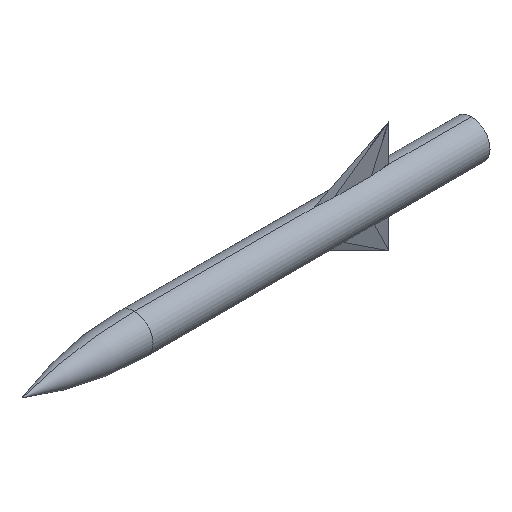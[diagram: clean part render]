
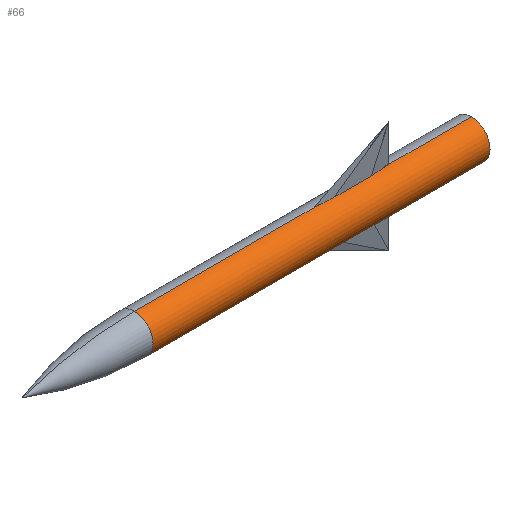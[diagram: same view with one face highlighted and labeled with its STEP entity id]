
A CAD part, isometric view. The second image highlights one B-rep face of the part: STEP entity #66.
In plain terms, the highlighted cylindrical face has radius 1.5 mm (diameter 3 mm), a partial arc.
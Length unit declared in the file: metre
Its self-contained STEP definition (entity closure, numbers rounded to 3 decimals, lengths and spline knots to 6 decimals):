
#66=ADVANCED_FACE('0:603',(#100),#101,.T.);
#100=FACE_OUTER_BOUND('',#135,.T.);
#101=CYLINDRICAL_SURFACE('',#136,0.0015);
#135=EDGE_LOOP('',(#239,#240,#241,#242,#243,#244,#245,#246,#247,#248,#249,#250));
#136=AXIS2_PLACEMENT_3D('',#251,#252,#253);
#239=ORIENTED_EDGE('',*,*,#260,.T.);
#240=ORIENTED_EDGE('',*,*,#278,.T.);
#241=ORIENTED_EDGE('',*,*,#275,.T.);
#242=ORIENTED_EDGE('',*,*,#283,.T.);
#243=ORIENTED_EDGE('',*,*,#268,.T.);
#244=ORIENTED_EDGE('',*,*,#293,.F.);
#245=ORIENTED_EDGE('',*,*,#266,.T.);
#246=ORIENTED_EDGE('',*,*,#291,.T.);
#247=ORIENTED_EDGE('',*,*,#289,.T.);
#248=ORIENTED_EDGE('',*,*,#287,.T.);
#249=ORIENTED_EDGE('',*,*,#262,.T.);
#250=ORIENTED_EDGE('',*,*,#274,.T.);
#251=CARTESIAN_POINT('',(0.0225,0.0,0.0));
#252=DIRECTION('',(1.0,0.0,0.0));
#253=DIRECTION('',(0.0,0.0,-1.0));
#260=EDGE_CURVE('',#294,#295,#296,.T.);
#262=EDGE_CURVE('',#299,#297,#300,.T.);
#266=EDGE_CURVE('',#307,#305,#308,.T.);
#268=EDGE_CURVE('',#311,#309,#312,.T.);
#274=EDGE_CURVE('0:609',#297,#294,#321,.T.);
#275=EDGE_CURVE('2:188',#322,#323,#324,.T.);
#278=EDGE_CURVE('2:191',#295,#322,#328,.T.);
#283=EDGE_CURVE('2:185',#323,#311,#333,.T.);
#287=EDGE_CURVE('2:32',#338,#299,#339,.T.);
#289=EDGE_CURVE('2:35',#341,#338,#342,.T.);
#291=EDGE_CURVE('2:38',#305,#341,#344,.T.);
#293=EDGE_CURVE('0:612',#307,#309,#346,.T.);
#294=VERTEX_POINT('',#347);
#295=VERTEX_POINT('',#348);
#296=LINE('',#349,#350);
#297=VERTEX_POINT('',#351);
#299=VERTEX_POINT('',#353);
#300=LINE('',#354,#355);
#305=VERTEX_POINT('',#361);
#307=VERTEX_POINT('',#363);
#308=LINE('',#364,#365);
#309=VERTEX_POINT('',#366);
#311=VERTEX_POINT('',#368);
#312=LINE('',#369,#370);
#321=CIRCLE('',#380,0.0015);
#322=VERTEX_POINT('',#381);
#323=VERTEX_POINT('',#382);
#324=LINE('',#383,#384);
#328=ELLIPSE('',#390,0.022749,0.0015);
#333=ELLIPSE('',#399,0.022777,0.0015);
#338=VERTEX_POINT('',#407);
#339=ELLIPSE('',#408,0.022973,0.0015);
#341=VERTEX_POINT('',#411);
#342=LINE('',#412,#413);
#344=ELLIPSE('',#416,0.022777,0.0015);
#346=CIRCLE('',#419,0.0015);
#347=CARTESIAN_POINT('',(0.009,0.0,-0.0015));
#348=CARTESIAN_POINT('',(0.0234,0.,-0.0015));
#349=CARTESIAN_POINT('',(0.0225,0.,-0.0015));
#350=VECTOR('',#420,1.0);
#351=CARTESIAN_POINT('',(0.009,0.,0.0015));
#353=CARTESIAN_POINT('',(0.0234,0.,0.0015));
#354=CARTESIAN_POINT('',(0.0225,0.,0.0015));
#355=VECTOR('',#424,1.0);
#361=CARTESIAN_POINT('',(0.0294,0.,0.0015));
#363=CARTESIAN_POINT('',(0.036,0.,0.0015));
#364=CARTESIAN_POINT('',(0.0225,0.,0.0015));
#365=VECTOR('',#432,1.0);
#366=CARTESIAN_POINT('',(0.036,0.0,-0.0015));
#368=CARTESIAN_POINT('',(0.0294,0.,-0.0015));
#369=CARTESIAN_POINT('',(0.0225,0.,-0.0015));
#370=VECTOR('',#436,1.0);
#380=AXIS2_PLACEMENT_3D('',#450,#451,#452);
#381=CARTESIAN_POINT('',(0.024895,-0.0001,-0.001497));
#382=CARTESIAN_POINT('',(0.027898,-0.000099,-0.001497));
#383=CARTESIAN_POINT('',(0.0264,-0.0001,-0.001497));
#384=VECTOR('',#453,1.0);
#390=AXIS2_PLACEMENT_3D('',#456,#457,#458);
#399=AXIS2_PLACEMENT_3D('',#463,#464,#465);
#407=CARTESIAN_POINT('',(0.024895,-0.000099,0.001497));
#408=AXIS2_PLACEMENT_3D('',#469,#470,#471);
#411=CARTESIAN_POINT('',(0.027898,-0.000099,0.001497));
#412=CARTESIAN_POINT('',(0.0264,-0.000099,0.001497));
#413=VECTOR('',#473,1.0);
#416=AXIS2_PLACEMENT_3D('',#475,#476,#477);
#419=AXIS2_PLACEMENT_3D('',#479,#480,#481);
#420=DIRECTION('',(1.0,0.0,0.0));
#424=DIRECTION('',(-1.0,-0.0,-0.0));
#432=DIRECTION('',(-1.0,-0.0,-0.0));
#436=DIRECTION('',(1.0,0.0,0.0));
#450=CARTESIAN_POINT('',(0.009,0.0,0.0));
#451=DIRECTION('',(1.0,0.0,0.0));
#452=DIRECTION('',(0.0,0.0,-1.0));
#453=DIRECTION('',(1.,0.,0.));
#456=CARTESIAN_POINT('',(0.0204,0.0,0.0));
#457=DIRECTION('',(-0.066,-0.989,-0.132));
#458=DIRECTION('',(0.998,-0.065,-0.009));
#463=CARTESIAN_POINT('',(0.0294,0.0,0.0));
#464=DIRECTION('',(0.066,-0.998,0.));
#465=DIRECTION('',(0.998,0.066,0.0));
#469=CARTESIAN_POINT('',(0.0204,0.0,0.0));
#470=DIRECTION('',(-0.065,-0.989,0.131));
#471=DIRECTION('',(-0.998,0.065,-0.009));
#473=DIRECTION('',(-1.0,-0.0,-0.0));
#475=CARTESIAN_POINT('',(0.0294,0.0,0.0));
#476=DIRECTION('',(0.066,-0.998,0.));
#477=DIRECTION('',(0.998,0.066,0.0));
#479=CARTESIAN_POINT('',(0.036,0.0,0.0));
#480=DIRECTION('',(1.0,0.0,0.0));
#481=DIRECTION('',(0.0,0.0,-1.0));
